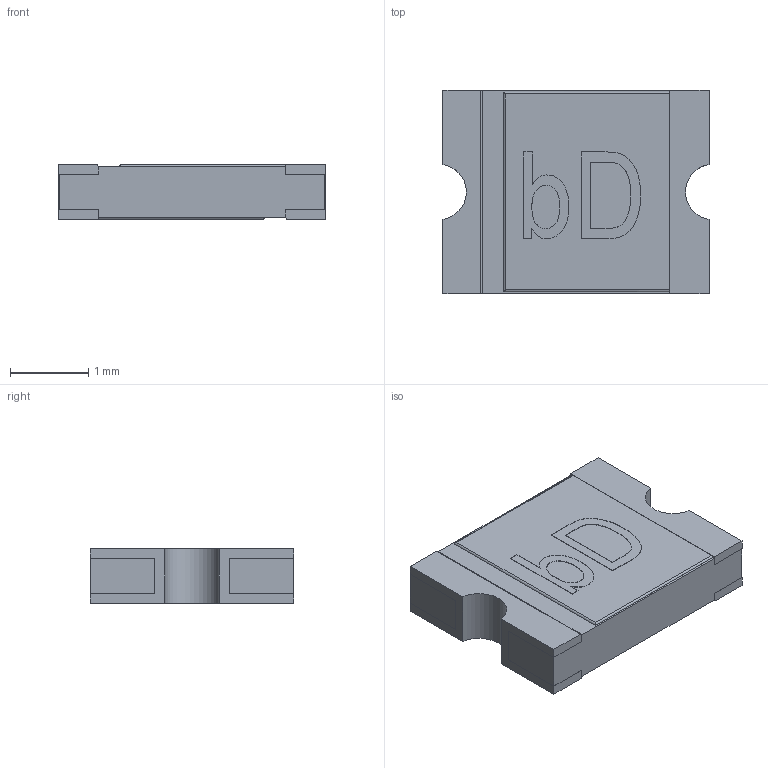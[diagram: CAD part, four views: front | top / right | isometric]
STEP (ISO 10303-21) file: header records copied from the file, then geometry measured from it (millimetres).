
FILE_DESCRIPTION (( 'STEP AP214' ), '1' );
FILE_NAME ('1C4564DB-B376-416E-8A2C-CDA8A55F0EBA.STEP', '2024-07-02T17:45:13', ( '' ), ( '' ), 'SwSTEP 2.0', 'SolidWorks 2022', '' );
FILE_SCHEMA (( 'AUTOMOTIVE_DESIGN' ));
Length unit declared in the file: millimetre
Products named in the file (1): 1C4564DB-B376-416E-8A2C-CDA8A55F0EBA
Bounding box: 3.4 x 2.6 x 0.71 mm (x, y, z)
Volume: 5.9 mm3; surface area: 26 mm2
Topology: 1 solids, 1 shells, 151 faces, 415 edges, 274 vertices
Faces by surface type: plane 78, bspline 62, cylinder 11
Entity records: 5575 total; most frequent: CARTESIAN_POINT 1535, ORIENTED_EDGE 830, DIRECTION 481, EDGE_CURVE 415, VERTEX_POINT 274, VECTOR 273, LINE 273, EDGE_LOOP 159
